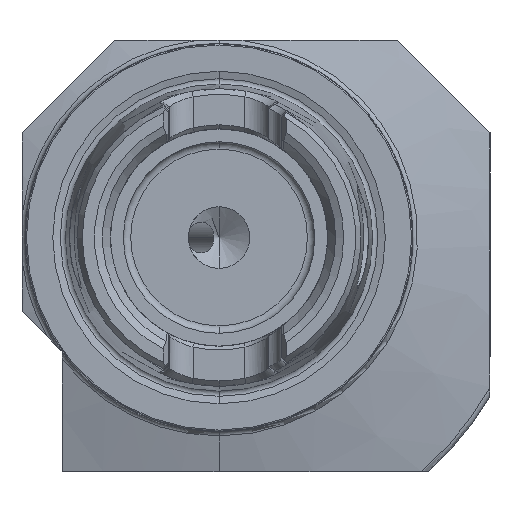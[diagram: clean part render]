
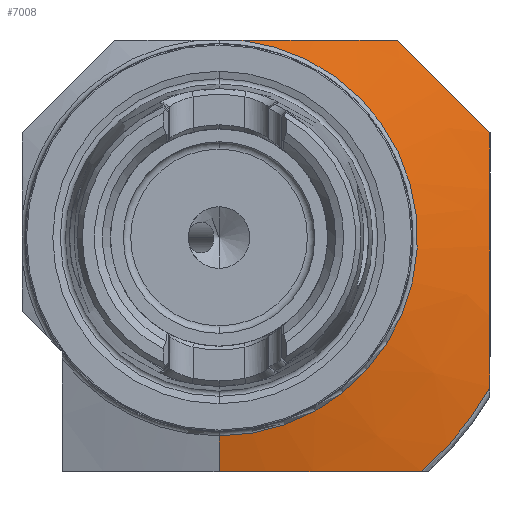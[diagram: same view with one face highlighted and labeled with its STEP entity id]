
A CAD part, left-side view. The second image highlights one B-rep face of the part: STEP entity #7008.
In plain terms, the highlighted conical face has half-angle 75 degrees and reference radius 50.259 mm.
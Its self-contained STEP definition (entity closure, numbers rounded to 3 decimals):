
#35 = CARTESIAN_POINT ( 'NONE',  ( 21.719, -20.635, 32. ) ) ;
#90 = CARTESIAN_POINT ( 'NONE',  ( 21.074, -15.363, 32. ) ) ;
#105 = CARTESIAN_POINT ( 'NONE',  ( 20.955, -14.307, 32. ) ) ;
#135 = CARTESIAN_POINT ( 'NONE',  ( 20.738, -12.19, 32. ) ) ;
#223 = CARTESIAN_POINT ( 'NONE',  ( 20.64, -11.129, 32. ) ) ;
#265 = CARTESIAN_POINT ( 'NONE',  ( 20.385, -7.95, 32. ) ) ;
#340 = CARTESIAN_POINT ( 'NONE',  ( 20.199, -3.726, 32. ) ) ;
#358 = ORIENTED_EDGE ( 'NONE', *, *, #5971, .F. ) ;
#367 = CARTESIAN_POINT ( 'NONE',  ( 22.387, -24.825, 32. ) ) ;
#550 = EDGE_LOOP ( 'NONE', ( #7773, #10531, #2510, #7416, #358, #5464, #2892 ) ) ;
#1325 = CARTESIAN_POINT ( 'NONE',  ( 25.033, -32.893, -38. ) ) ;
#1409 = CIRCLE ( 'NONE', #9083, 50.259 ) ;
#1543 = VECTOR ( 'NONE', #8569, 1000. ) ;
#1552 = LINE ( 'NONE', #8559, #1543 ) ;
#1565 = CARTESIAN_POINT ( 'NONE',  ( 24.205, -44., 17. ) ) ;
#2030 = CIRCLE ( 'NONE', #9958, 32.216 ) ;
#2286 = CARTESIAN_POINT ( 'NONE',  ( 20.264, -5.835, 32. ) ) ;
#2314 = CARTESIAN_POINT ( 'NONE',  ( 20.199, -3.726, 32. ) ) ;
#2467 = CARTESIAN_POINT ( 'NONE',  ( 24.205, -44., 17. ) ) ;
#2499 = CARTESIAN_POINT ( 'NONE',  ( 23.823, -41.507, 19.493 ) ) ;
#2510 = ORIENTED_EDGE ( 'NONE', *, *, #5891, .F. ) ;
#2518 = CARTESIAN_POINT ( 'NONE',  ( 23.529, -39.011, 21.989 ) ) ;
#2539 = CARTESIAN_POINT ( 'NONE',  ( 23.163, -34.012, 26.988 ) ) ;
#2579 = CARTESIAN_POINT ( 'NONE',  ( 23.091, -31.508, 29.492 ) ) ;
#2615 = CARTESIAN_POINT ( 'NONE',  ( 23.138, -29., 32. ) ) ;
#2892 = ORIENTED_EDGE ( 'NONE', *, *, #6128, .F. ) ;
#3796 = CARTESIAN_POINT ( 'NONE',  ( 25.033, -44., -24.289 ) ) ;
#3858 = CARTESIAN_POINT ( 'NONE',  ( 24.588, -44., -20.854 ) ) ;
#4023 = CARTESIAN_POINT ( 'NONE',  ( 24.216, -44., -17.418 ) ) ;
#4068 = CARTESIAN_POINT ( 'NONE',  ( 23.658, -44., -10.543 ) ) ;
#4122 = CARTESIAN_POINT ( 'NONE',  ( 23.473, -44., -7.105 ) ) ;
#4145 = CARTESIAN_POINT ( 'NONE',  ( 23.32, -44., -0.223 ) ) ;
#4186 = CARTESIAN_POINT ( 'NONE',  ( 23.352, -44., 3.219 ) ) ;
#4241 = CARTESIAN_POINT ( 'NONE',  ( 23.629, -44., 10.107 ) ) ;
#4335 = CARTESIAN_POINT ( 'NONE',  ( 25.033, -44., -24.289 ) ) ;
#4361 = CARTESIAN_POINT ( 'NONE',  ( 24.205, -44., 17. ) ) ;
#4376 = CARTESIAN_POINT ( 'NONE',  ( 23.873, -44., 13.553 ) ) ;
#4846 = DIRECTION ( 'NONE',  ( 0., 0., 1. ) ) ;
#4872 = VERTEX_POINT ( 'NONE', #1565 ) ;
#4898 = DIRECTION ( 'NONE',  ( -1., 0., 0. ) ) ;
#4938 = CARTESIAN_POINT ( 'NONE',  ( 25.033, 0., 0. ) ) ;
#5230 = CARTESIAN_POINT ( 'NONE',  ( 21.748, 0., -38. ) ) ;
#5263 = CARTESIAN_POINT ( 'NONE',  ( 21.748, -2.753, -38. ) ) ;
#5302 = CARTESIAN_POINT ( 'NONE',  ( 21.829, -5.503, -38. ) ) ;
#5351 = CARTESIAN_POINT ( 'NONE',  ( 22.142, -10.996, -38. ) ) ;
#5372 = CARTESIAN_POINT ( 'NONE',  ( 22.372, -13.739, -38. ) ) ;
#5399 = CARTESIAN_POINT ( 'NONE',  ( 23.249, -21.96, -38. ) ) ;
#5418 = CARTESIAN_POINT ( 'NONE',  ( 24.075, -27.429, -38. ) ) ;
#5441 = CARTESIAN_POINT ( 'NONE',  ( 25.033, -32.893, -38. ) ) ;
#5449 = EDGE_CURVE ( 'NONE', #12842, #8889, #2030, .T. ) ;
#5464 = ORIENTED_EDGE ( 'NONE', *, *, #6015, .F. ) ;
#5610 = CARTESIAN_POINT ( 'NONE',  ( 21.748, 0., -38. ) ) ;
#5798 = EDGE_CURVE ( 'NONE', #12842, #5887, #1552, .T. ) ;
#5887 = VERTEX_POINT ( 'NONE', #5610 ) ;
#5891 = EDGE_CURVE ( 'NONE', #6313, #5887, #8022, .T. ) ;
#5904 = EDGE_CURVE ( 'NONE', #6313, #7283, #1409, .T. ) ;
#5971 = EDGE_CURVE ( 'NONE', #4872, #7283, #11630, .T. ) ;
#6015 = EDGE_CURVE ( 'NONE', #8379, #4872, #8771, .T. ) ;
#6128 = EDGE_CURVE ( 'NONE', #8889, #8379, #12782, .T. ) ;
#6313 = VERTEX_POINT ( 'NONE', #1325 ) ;
#6813 = DIRECTION ( 'NONE',  ( 1., 0., 0. ) ) ;
#6903 = CARTESIAN_POINT ( 'NONE',  ( 25.033, 0., 0. ) ) ;
#7008 = ADVANCED_FACE ( 'NONE', ( #12509 ), #11666, .T. ) ;
#7078 = DIRECTION ( 'NONE',  ( 0., 0., -1. ) ) ;
#7283 = VERTEX_POINT ( 'NONE', #4335 ) ;
#7416 = ORIENTED_EDGE ( 'NONE', *, *, #5904, .T. ) ;
#7773 = ORIENTED_EDGE ( 'NONE', *, *, #5449, .F. ) ;
#8022 = B_SPLINE_CURVE_WITH_KNOTS ( 'NONE', 3,
 ( #5441, #5418, #5399, #5372, #5351, #5302, #5263, #5230 ),
 .UNSPECIFIED., .F., .F.,
 ( 4, 2, 2, 4 ),
 ( 0.053, 0.07, 0.078, 0.086 ),
 .UNSPECIFIED. ) ;
#8173 = AXIS2_PLACEMENT_3D ( 'NONE', #6903, #6813, #7078 ) ;
#8247 = CARTESIAN_POINT ( 'NONE',  ( 23.138, -29., 32. ) ) ;
#8379 = VERTEX_POINT ( 'NONE', #8247 ) ;
#8559 = CARTESIAN_POINT ( 'NONE',  ( 25.033, 0., -50.259 ) ) ;
#8569 = DIRECTION ( 'NONE',  ( 0.259, 0., -0.966 ) ) ;
#8585 = CARTESIAN_POINT ( 'NONE',  ( 20.199, 0., -32.216 ) ) ;
#8610 = DIRECTION ( 'NONE',  ( 0., 0., 1. ) ) ;
#8722 = CARTESIAN_POINT ( 'NONE',  ( 20.199, 0., 0. ) ) ;
#8751 = DIRECTION ( 'NONE',  ( -1., 0., 0. ) ) ;
#8771 = B_SPLINE_CURVE_WITH_KNOTS ( 'NONE', 3,
 ( #2615, #2579, #2539, #2518, #2499, #2467 ),
 .UNSPECIFIED., .F., .F.,
 ( 4, 2, 4 ),
 ( 0., 0.011, 0.021 ),
 .UNSPECIFIED. ) ;
#8889 = VERTEX_POINT ( 'NONE', #2314 ) ;
#9083 = AXIS2_PLACEMENT_3D ( 'NONE', #4938, #4898, #4846 ) ;
#9958 = AXIS2_PLACEMENT_3D ( 'NONE', #8722, #8751, #8610 ) ;
#10531 = ORIENTED_EDGE ( 'NONE', *, *, #5798, .T. ) ;
#10574 = CARTESIAN_POINT ( 'NONE',  ( 23.138, -29., 32. ) ) ;
#11630 = B_SPLINE_CURVE_WITH_KNOTS ( 'NONE', 3,
 ( #4361, #4376, #4241, #4186, #4145, #4122, #4068, #4023, #3858, #3796 ),
 .UNSPECIFIED., .F., .F.,
 ( 4, 2, 2, 2, 4 ),
 ( 0.108, 0.118, 0.129, 0.139, 0.149 ),
 .UNSPECIFIED. ) ;
#11666 = CONICAL_SURFACE ( 'NONE', #8173, 50.259, 1.309 ) ;
#12509 = FACE_OUTER_BOUND ( 'NONE', #550, .T. ) ;
#12782 = B_SPLINE_CURVE_WITH_KNOTS ( 'NONE', 3,
 ( #340, #2286, #265, #223, #135, #105, #90, #35, #367, #10574 ),
 .UNSPECIFIED., .F., .F.,
 ( 4, 2, 2, 2, 4 ),
 ( 0.049, 0.055, 0.058, 0.061, 0.074 ),
 .UNSPECIFIED. ) ;
#12842 = VERTEX_POINT ( 'NONE', #8585 ) ;
